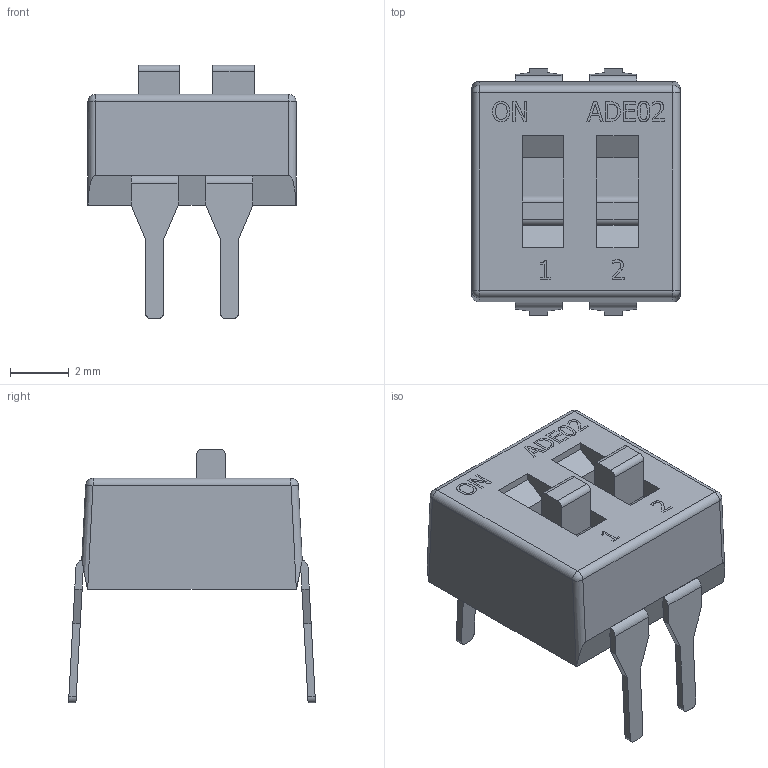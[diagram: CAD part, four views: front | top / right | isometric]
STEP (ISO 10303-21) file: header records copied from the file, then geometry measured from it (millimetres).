
FILE_DESCRIPTION(/* description */ (''),/* implementation_level */ '2;1');
FILE_NAME(/* name */ '1.stp',/* time_stamp */ '2019-04-29T06:27:02+02:00',/* author */ ('karim'),/* organization */ (''),/* preprocessor_version */ 'ST-DEVELOPER v15.6',/* originating_system */ 'Autodesk Inventor 2015',/* authorisation */ '');
FILE_SCHEMA (('AUTOMOTIVE_DESIGN { 1 0 10303 214 3 1 1 }'));
Length unit declared in the file: inch
Products named in the file (5): 1; 2; 3; name
Bounding box: 7.06 x 8.38 x 8.61 mm (x, y, z)
Volume: 194.6 mm3; surface area: 348 mm2
Topology: 16 solids, 16 shells, 246 faces, 624 edges, 412 vertices
Faces by surface type: plane 161, bspline 57, cylinder 24, sphere 4
Entity records: 7760 total; most frequent: CARTESIAN_POINT 2032, ORIENTED_EDGE 1248, DIRECTION 958, EDGE_CURVE 624, LINE 458, VECTOR 458, VERTEX_POINT 412, EDGE_LOOP 256
